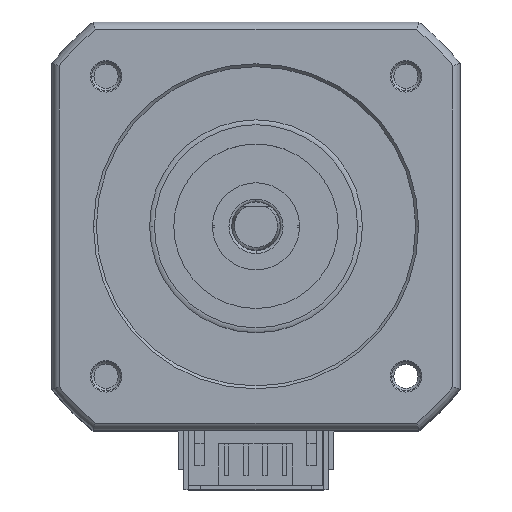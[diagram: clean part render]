
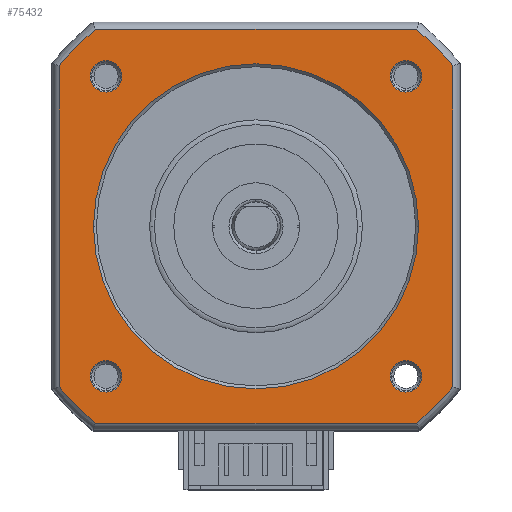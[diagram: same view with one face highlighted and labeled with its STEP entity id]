
A CAD part, top view. The second image highlights one B-rep face of the part: STEP entity #75432.
In plain terms, the highlighted face is planar.
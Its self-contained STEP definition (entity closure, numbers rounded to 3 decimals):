
#72274=CARTESIAN_POINT('',(0.,0.,0.2));
#72275=DIRECTION('',(0.,0.,-1.));
#72276=DIRECTION('',(-1.,0.,0.));
#72277=AXIS2_PLACEMENT_3D('',#72274,#72275,#72276);
#72292=CARTESIAN_POINT('',(-15.5,-15.5,0.2));
#72293=DIRECTION('',(0.,0.,-1.));
#72294=DIRECTION('',(-1.,0.,0.));
#72295=AXIS2_PLACEMENT_3D('',#72292,#72293,#72294);
#72314=CARTESIAN_POINT('',(-15.5,-15.5,0.2));
#72315=DIRECTION('',(0.,0.,-1.));
#72316=DIRECTION('',(1.,0.,0.));
#72317=AXIS2_PLACEMENT_3D('',#72314,#72315,#72316);
#72351=CARTESIAN_POINT('',(15.5,-15.5,0.2));
#72352=DIRECTION('',(0.,0.,-1.));
#72353=DIRECTION('',(0.,-1.,0.));
#72354=AXIS2_PLACEMENT_3D('',#72351,#72352,#72353);
#72365=CARTESIAN_POINT('',(15.5,-15.5,0.2));
#72366=DIRECTION('',(0.,0.,-1.));
#72367=DIRECTION('',(0.,1.,0.));
#72368=AXIS2_PLACEMENT_3D('',#72365,#72366,#72367);
#72420=CARTESIAN_POINT('',(15.5,15.5,0.2));
#72421=DIRECTION('',(0.,0.,-1.));
#72422=DIRECTION('',(1.,0.,0.));
#72423=AXIS2_PLACEMENT_3D('',#72420,#72421,#72422);
#72442=CARTESIAN_POINT('',(15.5,15.5,0.2));
#72443=DIRECTION('',(0.,0.,-1.));
#72444=DIRECTION('',(-1.,0.,0.));
#72445=AXIS2_PLACEMENT_3D('',#72442,#72443,#72444);
#72474=CARTESIAN_POINT('',(-15.5,15.5,0.2));
#72475=DIRECTION('',(0.,0.,-1.));
#72476=DIRECTION('',(0.,1.,0.));
#72477=AXIS2_PLACEMENT_3D('',#72474,#72475,#72476);
#72506=CARTESIAN_POINT('',(-15.5,15.5,0.2));
#72507=DIRECTION('',(0.,0.,-1.));
#72508=DIRECTION('',(0.,-1.,0.));
#72509=AXIS2_PLACEMENT_3D('',#72506,#72507,#72508);
#72539=CARTESIAN_POINT('',(0.,0.,0.2));
#72540=DIRECTION('',(0.,0.,-1.));
#72541=DIRECTION('',(1.,0.,0.));
#72542=AXIS2_PLACEMENT_3D('',#72539,#72540,#72541);
#72548=CARTESIAN_POINT('',(0.,0.,0.2));
#72549=DIRECTION('',(0.,0.,1.));
#72550=DIRECTION('',(0.775,0.632,0.));
#72551=AXIS2_PLACEMENT_3D('',#72548,#72549,#72550);
#72561=DIRECTION('',(0.,-1.,0.));
#72562=VECTOR('',#72561,33.161);
#72563=CARTESIAN_POINT('',(20.348,16.581,0.2));
#72564=LINE('',#72563,#72562);
#72573=CARTESIAN_POINT('',(0.,0.,0.2));
#72574=DIRECTION('',(0.,0.,1.));
#72575=DIRECTION('',(0.632,-0.775,0.));
#72576=AXIS2_PLACEMENT_3D('',#72573,#72574,#72575);
#72586=DIRECTION('',(-1.,0.,0.));
#72587=VECTOR('',#72586,33.161);
#72588=CARTESIAN_POINT('',(16.581,-20.348,0.2));
#72589=LINE('',#72588,#72587);
#72598=CARTESIAN_POINT('',(0.,0.,0.2));
#72599=DIRECTION('',(0.,0.,1.));
#72600=DIRECTION('',(-0.775,-0.632,0.));
#72601=AXIS2_PLACEMENT_3D('',#72598,#72599,#72600);
#72611=DIRECTION('',(0.,1.,0.));
#72612=VECTOR('',#72611,33.161);
#72613=CARTESIAN_POINT('',(-20.348,-16.581,0.2));
#72614=LINE('',#72613,#72612);
#72623=CARTESIAN_POINT('',(0.,0.,0.2));
#72624=DIRECTION('',(0.,0.,1.));
#72625=DIRECTION('',(-0.632,0.775,0.));
#72626=AXIS2_PLACEMENT_3D('',#72623,#72624,#72625);
#72636=DIRECTION('',(1.,0.,0.));
#72637=VECTOR('',#72636,33.161);
#72638=CARTESIAN_POINT('',(-16.581,20.348,0.2));
#72639=LINE('',#72638,#72637);
#73078=CARTESIAN_POINT('',(-17.13,-15.5,0.2));
#73079=CARTESIAN_POINT('',(-13.87,-15.5,0.2));
#73080=VERTEX_POINT('',#73078);
#73081=VERTEX_POINT('',#73079);
#73082=CARTESIAN_POINT('',(15.5,-17.13,0.2));
#73083=CARTESIAN_POINT('',(15.5,-13.87,0.2));
#73084=VERTEX_POINT('',#73082);
#73085=VERTEX_POINT('',#73083);
#73086=CARTESIAN_POINT('',(17.13,15.5,0.2));
#73087=CARTESIAN_POINT('',(13.87,15.5,0.2));
#73088=VERTEX_POINT('',#73086);
#73089=VERTEX_POINT('',#73087);
#73090=CARTESIAN_POINT('',(-15.5,17.13,0.2));
#73091=CARTESIAN_POINT('',(-15.5,13.87,0.2));
#73092=VERTEX_POINT('',#73090);
#73093=VERTEX_POINT('',#73091);
#73094=CARTESIAN_POINT('',(16.8,0.,0.2));
#73095=CARTESIAN_POINT('',(-16.8,0.,0.2));
#73096=VERTEX_POINT('',#73094);
#73097=VERTEX_POINT('',#73095);
#73098=CARTESIAN_POINT('',(20.348,16.581,0.2));
#73099=CARTESIAN_POINT('',(16.581,20.348,0.2));
#73100=VERTEX_POINT('',#73098);
#73101=VERTEX_POINT('',#73099);
#73102=CARTESIAN_POINT('',(-16.581,20.348,0.2));
#73103=VERTEX_POINT('',#73102);
#73104=CARTESIAN_POINT('',(-20.348,16.581,0.2));
#73105=VERTEX_POINT('',#73104);
#73106=CARTESIAN_POINT('',(-20.348,-16.581,0.2));
#73107=VERTEX_POINT('',#73106);
#73108=CARTESIAN_POINT('',(-16.581,-20.348,0.2));
#73109=VERTEX_POINT('',#73108);
#73110=CARTESIAN_POINT('',(16.581,-20.348,0.2));
#73111=VERTEX_POINT('',#73110);
#73112=CARTESIAN_POINT('',(20.348,-16.581,0.2));
#73113=VERTEX_POINT('',#73112);
#75380=CARTESIAN_POINT('',(0.,0.,0.2));
#75381=DIRECTION('',(0.,0.,-1.));
#75382=DIRECTION('',(-1.,0.,0.));
#75383=AXIS2_PLACEMENT_3D('',#75380,#75381,#75382);
#75384=PLANE('',#75383);
#75386=ORIENTED_EDGE('',*,*,#75385,.T.);
#75388=ORIENTED_EDGE('',*,*,#75387,.F.);
#75390=ORIENTED_EDGE('',*,*,#75389,.T.);
#75392=ORIENTED_EDGE('',*,*,#75391,.F.);
#75394=ORIENTED_EDGE('',*,*,#75393,.T.);
#75396=ORIENTED_EDGE('',*,*,#75395,.F.);
#75398=ORIENTED_EDGE('',*,*,#75397,.T.);
#75400=ORIENTED_EDGE('',*,*,#75399,.F.);
#75401=EDGE_LOOP('',(#75386,#75388,#75390,#75392,#75394,#75396,#75398,#75400));
#75402=FACE_OUTER_BOUND('',#75401,.F.);
#75404=ORIENTED_EDGE('',*,*,#75403,.T.);
#75406=ORIENTED_EDGE('',*,*,#75405,.T.);
#75407=EDGE_LOOP('',(#75404,#75406));
#75408=FACE_BOUND('',#75407,.F.);
#75410=ORIENTED_EDGE('',*,*,#75409,.T.);
#75412=ORIENTED_EDGE('',*,*,#75411,.T.);
#75413=EDGE_LOOP('',(#75410,#75412));
#75414=FACE_BOUND('',#75413,.F.);
#75416=ORIENTED_EDGE('',*,*,#75415,.T.);
#75418=ORIENTED_EDGE('',*,*,#75417,.T.);
#75419=EDGE_LOOP('',(#75416,#75418));
#75420=FACE_BOUND('',#75419,.F.);
#75422=ORIENTED_EDGE('',*,*,#75421,.T.);
#75423=ORIENTED_EDGE('',*,*,#75370,.T.);
#75424=EDGE_LOOP('',(#75422,#75423));
#75425=FACE_BOUND('',#75424,.F.);
#75427=ORIENTED_EDGE('',*,*,#75426,.T.);
#75429=ORIENTED_EDGE('',*,*,#75428,.T.);
#75430=EDGE_LOOP('',(#75427,#75429));
#75431=FACE_BOUND('',#75430,.F.);
#75432=ADVANCED_FACE('',(#75402,#75408,#75414,#75420,#75425,#75431),#75384,.T.);
#72278=CIRCLE('',#72277,16.8);
#72296=CIRCLE('',#72295,1.63);
#72318=CIRCLE('',#72317,1.63);
#72355=CIRCLE('',#72354,1.63);
#72369=CIRCLE('',#72368,1.63);
#72424=CIRCLE('',#72423,1.63);
#72446=CIRCLE('',#72445,1.63);
#72478=CIRCLE('',#72477,1.63);
#72510=CIRCLE('',#72509,1.63);
#72543=CIRCLE('',#72542,16.8);
#72552=CIRCLE('',#72551,26.248);
#72577=CIRCLE('',#72576,26.248);
#72602=CIRCLE('',#72601,26.248);
#72627=CIRCLE('',#72626,26.248);
#75370=EDGE_CURVE('',#73097,#73096,#72278,.T.);
#75385=EDGE_CURVE('',#73100,#73101,#72552,.T.);
#75387=EDGE_CURVE('',#73103,#73101,#72639,.T.);
#75389=EDGE_CURVE('',#73103,#73105,#72627,.T.);
#75391=EDGE_CURVE('',#73107,#73105,#72614,.T.);
#75393=EDGE_CURVE('',#73107,#73109,#72602,.T.);
#75395=EDGE_CURVE('',#73111,#73109,#72589,.T.);
#75397=EDGE_CURVE('',#73111,#73113,#72577,.T.);
#75399=EDGE_CURVE('',#73100,#73113,#72564,.T.);
#75403=EDGE_CURVE('',#73084,#73085,#72355,.T.);
#75405=EDGE_CURVE('',#73085,#73084,#72369,.T.);
#75409=EDGE_CURVE('',#73088,#73089,#72424,.T.);
#75411=EDGE_CURVE('',#73089,#73088,#72446,.T.);
#75415=EDGE_CURVE('',#73092,#73093,#72478,.T.);
#75417=EDGE_CURVE('',#73093,#73092,#72510,.T.);
#75421=EDGE_CURVE('',#73096,#73097,#72543,.T.);
#75426=EDGE_CURVE('',#73080,#73081,#72296,.T.);
#75428=EDGE_CURVE('',#73081,#73080,#72318,.T.);
